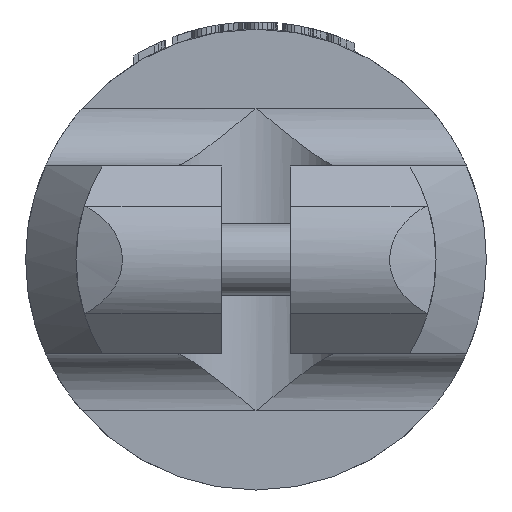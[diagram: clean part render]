
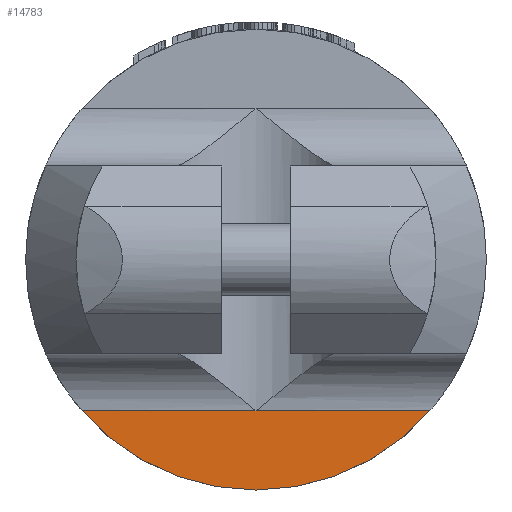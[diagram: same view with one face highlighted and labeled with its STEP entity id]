
A CAD part, front view. The second image highlights one B-rep face of the part: STEP entity #14783.
In plain terms, the highlighted face is planar.
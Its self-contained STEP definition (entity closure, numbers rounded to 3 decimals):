
#13828=CARTESIAN_POINT('',(0.,6.,-10.5));
#13971=CARTESIAN_POINT('',(12.073,6.,-10.5));
#13983=CARTESIAN_POINT('',(0.,6.,0.));
#13984=DIRECTION('',(0.,1.,0.));
#13985=DIRECTION('',(0.755,0.,-0.656));
#13986=AXIS2_PLACEMENT_3D('',#13983,#13984,#13985);
#13998=CARTESIAN_POINT('',(-12.073,6.,-10.5));
#14008=DIRECTION('',(-1.,0.,0.));
#14009=VECTOR('',#14008,12.073);
#14010=CARTESIAN_POINT('',(12.073,6.,-10.5));
#14011=LINE('',#14010,#14009);
#14012=DIRECTION('',(-1.,0.,0.));
#14013=VECTOR('',#14012,12.073);
#14014=CARTESIAN_POINT('',(0.,6.,-10.5));
#14015=LINE('',#14014,#14013);
#14456=VERTEX_POINT('',#13998);
#14457=VERTEX_POINT('',#13971);
#14466=VERTEX_POINT('',#13828);
#14773=CARTESIAN_POINT('',(19.2,6.,-10.5));
#14774=DIRECTION('',(0.,-1.,0.));
#14775=DIRECTION('',(0.,0.,-1.));
#14776=AXIS2_PLACEMENT_3D('',#14773,#14774,#14775);
#14777=PLANE('',#14776);
#14778=ORIENTED_EDGE('',*,*,#14740,.F.);
#14779=ORIENTED_EDGE('',*,*,#14768,.T.);
#14780=ORIENTED_EDGE('',*,*,#14753,.T.);
#14781=EDGE_LOOP('',(#14778,#14779,#14780));
#14782=FACE_OUTER_BOUND('',#14781,.F.);
#14783=ADVANCED_FACE('',(#14782),#14777,.F.);
#13987=CIRCLE('',#13986,16.);
#14740=EDGE_CURVE('',#14457,#14456,#13987,.T.);
#14753=EDGE_CURVE('',#14466,#14456,#14015,.T.);
#14768=EDGE_CURVE('',#14457,#14466,#14011,.T.);
